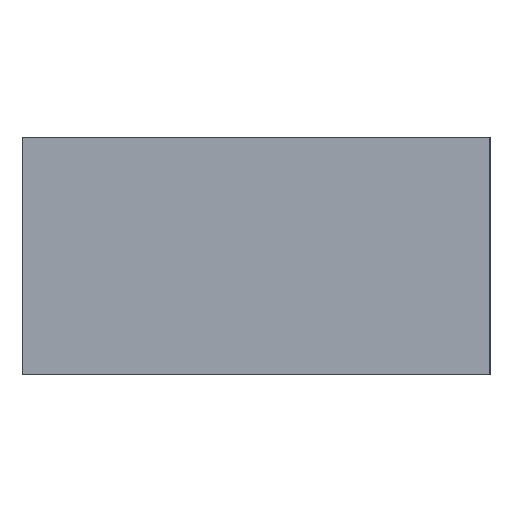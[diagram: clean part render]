
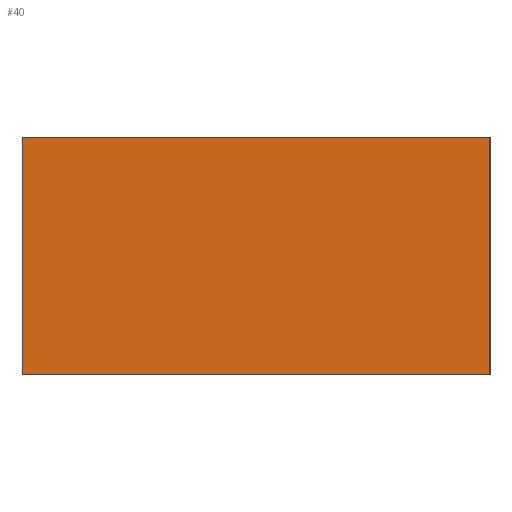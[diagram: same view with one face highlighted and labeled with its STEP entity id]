
A CAD part, left-side view. The second image highlights one B-rep face of the part: STEP entity #40.
In plain terms, the highlighted planar face has unit normal (-1, 0, 0).
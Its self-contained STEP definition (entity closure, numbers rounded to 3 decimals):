
#5 = DIRECTION ( 'NONE',  ( 0., 0., 1. ) ) ;
#10 = EDGE_LOOP ( 'NONE', ( #892, #305, #796, #1013 ) ) ;
#35 = CARTESIAN_POINT ( 'NONE',  ( -99., -47.5, 24.15 ) ) ;
#40 = ADVANCED_FACE ( 'NONE', ( #1027 ), #789, .T. ) ;
#72 = VERTEX_POINT ( 'NONE', #35 ) ;
#82 = LINE ( 'NONE', #321, #1539 ) ;
#92 = CARTESIAN_POINT ( 'NONE',  ( -99., 47.5, -24.15 ) ) ;
#199 = DIRECTION ( 'NONE',  ( -1., 0., 0. ) ) ;
#227 = EDGE_CURVE ( 'NONE', #472, #72, #238, .T. ) ;
#238 = LINE ( 'NONE', #591, #1032 ) ;
#293 = VERTEX_POINT ( 'NONE', #1075 ) ;
#305 = ORIENTED_EDGE ( 'NONE', *, *, #751, .F. ) ;
#321 = CARTESIAN_POINT ( 'NONE',  ( -99., 47.5, -24.15 ) ) ;
#354 = AXIS2_PLACEMENT_3D ( 'NONE', #1412, #199, #1154 ) ;
#375 = EDGE_CURVE ( 'NONE', #883, #472, #398, .T. ) ;
#398 = LINE ( 'NONE', #982, #1099 ) ;
#472 = VERTEX_POINT ( 'NONE', #1386 ) ;
#591 = CARTESIAN_POINT ( 'NONE',  ( -99., -47.5, -24.15 ) ) ;
#610 = EDGE_CURVE ( 'NONE', #883, #293, #82, .T. ) ;
#615 = CARTESIAN_POINT ( 'NONE',  ( -99., 47.5, 24.15 ) ) ;
#724 = VECTOR ( 'NONE', #1227, 1000. ) ;
#751 = EDGE_CURVE ( 'NONE', #293, #72, #867, .T. ) ;
#789 = PLANE ( 'NONE',  #354 ) ;
#796 = ORIENTED_EDGE ( 'NONE', *, *, #610, .F. ) ;
#867 = LINE ( 'NONE', #615, #724 ) ;
#873 = DIRECTION ( 'NONE',  ( 0., -1., 0. ) ) ;
#883 = VERTEX_POINT ( 'NONE', #92 ) ;
#892 = ORIENTED_EDGE ( 'NONE', *, *, #227, .T. ) ;
#982 = CARTESIAN_POINT ( 'NONE',  ( -99., 47.5, -24.15 ) ) ;
#1013 = ORIENTED_EDGE ( 'NONE', *, *, #375, .T. ) ;
#1027 = FACE_OUTER_BOUND ( 'NONE', #10, .T. ) ;
#1032 = VECTOR ( 'NONE', #5, 1000. ) ;
#1075 = CARTESIAN_POINT ( 'NONE',  ( -99., 47.5, 24.15 ) ) ;
#1099 = VECTOR ( 'NONE', #873, 1000. ) ;
#1150 = DIRECTION ( 'NONE',  ( 0., 0., 1. ) ) ;
#1154 = DIRECTION ( 'NONE',  ( 0., -1., 0. ) ) ;
#1227 = DIRECTION ( 'NONE',  ( 0., -1., 0. ) ) ;
#1386 = CARTESIAN_POINT ( 'NONE',  ( -99., -47.5, -24.15 ) ) ;
#1412 = CARTESIAN_POINT ( 'NONE',  ( -99., 47.5, -24.15 ) ) ;
#1539 = VECTOR ( 'NONE', #1150, 1000. ) ;
